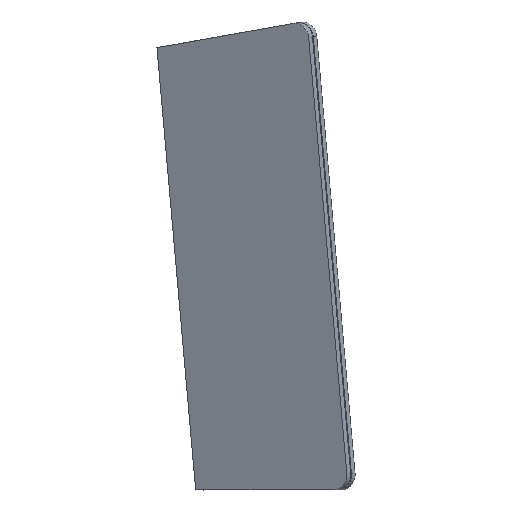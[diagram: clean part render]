
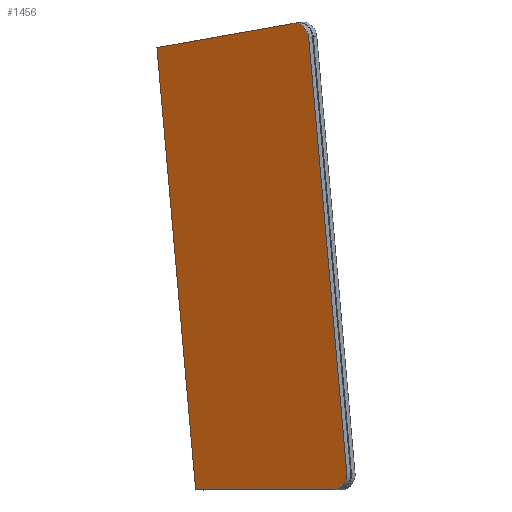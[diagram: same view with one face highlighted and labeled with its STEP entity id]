
A CAD part, top view. The second image highlights one B-rep face of the part: STEP entity #1456.
In plain terms, the highlighted planar face has unit normal (-0.466, -0.041, 0.884).
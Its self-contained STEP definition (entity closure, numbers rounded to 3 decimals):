
#980 = PLANE('',#981);
#981 = AXIS2_PLACEMENT_3D('',#982,#983,#984);
#982 = CARTESIAN_POINT('',(4.393,-24.911,0.));
#983 = DIRECTION('',(0.174,-0.985,0.));
#984 = DIRECTION('',(0.,0.,-1.));
#1009 = CYLINDRICAL_SURFACE('',#1010,34.705);
#1010 = AXIS2_PLACEMENT_3D('',#1011,#1012,#1013);
#1011 = CARTESIAN_POINT('',(6684.962,1117.814,
    -5571.14));
#1012 = DIRECTION('',(-0.462,-0.082,0.883
    ));
#1013 = DIRECTION('',(0.88,0.077,0.468)
  );
#1043 = PLANE('',#1044);
#1044 = AXIS2_PLACEMENT_3D('',#1045,#1046,#1047);
#1045 = CARTESIAN_POINT('',(2991.351,261.709,
    1590.531));
#1046 = DIRECTION('',(0.88,0.077,0.468)
  );
#1047 = DIRECTION('',(0.469,0.,-0.883
    ));
#1072 = CYLINDRICAL_SURFACE('',#1073,34.705);
#1073 = AXIS2_PLACEMENT_3D('',#1074,#1075,#1076);
#1074 = CARTESIAN_POINT('',(5857.91,50.,-3839.984)
  );
#1075 = DIRECTION('',(0.469,0.,-0.883));
#1076 = DIRECTION('',(0.,-1.,0.));
#1106 = PLANE('',#1107);
#1107 = AXIS2_PLACEMENT_3D('',#1108,#1109,#1110);
#1108 = CARTESIAN_POINT('',(0.,15.295,0.));
#1109 = DIRECTION('',(0.,1.,0.));
#1110 = DIRECTION('',(0.,0.,1.));
#1132 = PLANE('',#1133);
#1133 = AXIS2_PLACEMENT_3D('',#1134,#1135,#1136);
#1134 = CARTESIAN_POINT('',(-646.498,-51.523,
    7653.433));
#1135 = DIRECTION('',(0.88,0.077,0.468)
  );
#1136 = DIRECTION('',(0.469,0.,-0.883
    ));
#1149 = VERTEX_POINT('',#1150);
#1150 = CARTESIAN_POINT('',(6206.182,1068.632,
    -4668.305));
#1171 = EDGE_CURVE('',#1172,#1149,#1174,.T.);
#1172 = VERTEX_POINT('',#1173);
#1173 = CARTESIAN_POINT('',(5899.268,1014.514,
    -4832.754));
#1174 = SURFACE_CURVE('',#1175,(#1179,#1186),.PCURVE_S1.);
#1175 = LINE('',#1176,#1177);
#1176 = CARTESIAN_POINT('',(4727.906,807.972,
    -5460.382));
#1177 = VECTOR('',#1178,1.);
#1178 = DIRECTION('',(0.871,0.154,0.467));
#1179 = PCURVE('',#980,#1180);
#1180 = DEFINITIONAL_REPRESENTATION('',(#1181),#1185);
#1181 = LINE('',#1182,#1183);
#1182 = CARTESIAN_POINT('',(5460.382,4796.382));
#1183 = VECTOR('',#1184,1.);
#1184 = DIRECTION('',(-0.467,0.884));
#1185 = ( GEOMETRIC_REPRESENTATION_CONTEXT(2) 
PARAMETRIC_REPRESENTATION_CONTEXT() REPRESENTATION_CONTEXT('2D SPACE',''
  ) );
#1186 = PCURVE('',#1187,#1192);
#1187 = PLANE('',#1188);
#1188 = AXIS2_PLACEMENT_3D('',#1189,#1190,#1191);
#1189 = CARTESIAN_POINT('',(6285.164,544.842,
    -4650.81));
#1190 = DIRECTION('',(0.466,0.041,-0.884));
#1191 = DIRECTION('',(-0.884,0.,-0.467
    ));
#1192 = DEFINITIONAL_REPRESENTATION('',(#1193),#1197);
#1193 = LINE('',#1194,#1195);
#1194 = CARTESIAN_POINT('',(1755.091,263.349));
#1195 = VECTOR('',#1196,1.);
#1196 = DIRECTION('',(-0.988,0.154));
#1197 = ( GEOMETRIC_REPRESENTATION_CONTEXT(2) 
PARAMETRIC_REPRESENTATION_CONTEXT() REPRESENTATION_CONTEXT('2D SPACE',''
  ) );
#1225 = EDGE_CURVE('',#1226,#1172,#1228,.T.);
#1226 = VERTEX_POINT('',#1227);
#1227 = CARTESIAN_POINT('',(5986.688,15.295,
    -4832.754));
#1228 = SURFACE_CURVE('',#1229,(#1233,#1240),.PCURVE_S1.);
#1229 = LINE('',#1230,#1231);
#1230 = CARTESIAN_POINT('',(5942.54,519.905,
    -4832.754));
#1231 = VECTOR('',#1232,1.);
#1232 = DIRECTION('',(-0.087,0.996,0.
    ));
#1233 = PCURVE('',#1132,#1234);
#1234 = DEFINITIONAL_REPRESENTATION('',(#1235),#1239);
#1235 = LINE('',#1236,#1237);
#1236 = CARTESIAN_POINT('',(14118.015,573.13));
#1237 = VECTOR('',#1238,1.);
#1238 = DIRECTION('',(-0.041,0.999));
#1239 = ( GEOMETRIC_REPRESENTATION_CONTEXT(2) 
PARAMETRIC_REPRESENTATION_CONTEXT() REPRESENTATION_CONTEXT('2D SPACE',''
  ) );
#1240 = PCURVE('',#1187,#1241);
#1241 = DEFINITIONAL_REPRESENTATION('',(#1242),#1246);
#1242 = LINE('',#1243,#1244);
#1243 = CARTESIAN_POINT('',(387.935,-24.958));
#1244 = VECTOR('',#1245,1.);
#1245 = DIRECTION('',(0.077,0.997));
#1246 = ( GEOMETRIC_REPRESENTATION_CONTEXT(2) 
PARAMETRIC_REPRESENTATION_CONTEXT() REPRESENTATION_CONTEXT('2D SPACE',''
  ) );
#1273 = EDGE_CURVE('',#1274,#1226,#1276,.T.);
#1274 = VERTEX_POINT('',#1275);
#1275 = CARTESIAN_POINT('',(6298.337,15.295,
    -4668.305));
#1276 = SURFACE_CURVE('',#1277,(#1281,#1288),.PCURVE_S1.);
#1277 = LINE('',#1278,#1279);
#1278 = CARTESIAN_POINT('',(4796.914,15.295,
    -5460.563));
#1279 = VECTOR('',#1280,1.);
#1280 = DIRECTION('',(-0.884,0.,-0.467));
#1281 = PCURVE('',#1106,#1282);
#1282 = DEFINITIONAL_REPRESENTATION('',(#1283),#1287);
#1283 = LINE('',#1284,#1285);
#1284 = CARTESIAN_POINT('',(-5460.563,4796.914));
#1285 = VECTOR('',#1286,1.);
#1286 = DIRECTION('',(-0.467,-0.884));
#1287 = ( GEOMETRIC_REPRESENTATION_CONTEXT(2) 
PARAMETRIC_REPRESENTATION_CONTEXT() REPRESENTATION_CONTEXT('2D SPACE',''
  ) );
#1288 = PCURVE('',#1187,#1289);
#1289 = DEFINITIONAL_REPRESENTATION('',(#1290),#1294);
#1290 = LINE('',#1291,#1292);
#1291 = CARTESIAN_POINT('',(1694.143,-529.988));
#1292 = VECTOR('',#1293,1.);
#1293 = DIRECTION('',(1.,0.));
#1294 = ( GEOMETRIC_REPRESENTATION_CONTEXT(2) 
PARAMETRIC_REPRESENTATION_CONTEXT() REPRESENTATION_CONTEXT('2D SPACE',''
  ) );
#1324 = VERTEX_POINT('',#1325);
#1325 = CARTESIAN_POINT('',(6328.223,52.673,
    -4650.81));
#1346 = EDGE_CURVE('',#1324,#1274,#1347,.T.);
#1347 = SURFACE_CURVE('',#1348,(#1353,#1366),.PCURVE_S1.);
#1348 = ELLIPSE('',#1349,34.734,34.705);
#1349 = AXIS2_PLACEMENT_3D('',#1350,#1351,#1352);
#1350 = CARTESIAN_POINT('',(6297.672,50.,-4667.054));
#1351 = DIRECTION('',(0.466,0.041,-0.884));
#1352 = DIRECTION('',(0.087,-0.996,
    0.));
#1353 = PCURVE('',#1072,#1354);
#1354 = DEFINITIONAL_REPRESENTATION('',(#1355),#1365);
#1355 = B_SPLINE_CURVE_WITH_KNOTS('',8,(#1356,#1357,#1358,#1359,#1360,
    #1361,#1362,#1363,#1364),.UNSPECIFIED.,.F.,.F.,(9,9),(4.712
    ,6.36),.PIECEWISE_BEZIER_KNOTS.);
#1356 = CARTESIAN_POINT('',(4.635,936.716));
#1357 = CARTESIAN_POINT('',(4.841,937.009));
#1358 = CARTESIAN_POINT('',(5.047,937.301));
#1359 = CARTESIAN_POINT('',(5.253,937.575));
#1360 = CARTESIAN_POINT('',(5.459,937.811));
#1361 = CARTESIAN_POINT('',(5.665,937.993));
#1362 = CARTESIAN_POINT('',(5.871,938.109));
#1363 = CARTESIAN_POINT('',(6.077,938.155));
#1364 = CARTESIAN_POINT('',(6.283,938.133));
#1365 = ( GEOMETRIC_REPRESENTATION_CONTEXT(2) 
PARAMETRIC_REPRESENTATION_CONTEXT() REPRESENTATION_CONTEXT('2D SPACE',''
  ) );
#1366 = PCURVE('',#1187,#1367);
#1367 = DEFINITIONAL_REPRESENTATION('',(#1368),#1372);
#1368 = ELLIPSE('',#1369,34.734,34.705);
#1369 = AXIS2_PLACEMENT_2D('',#1370,#1371);
#1370 = CARTESIAN_POINT('',(-3.481,-495.255));
#1371 = DIRECTION('',(-0.077,-0.997));
#1372 = ( GEOMETRIC_REPRESENTATION_CONTEXT(2) 
PARAMETRIC_REPRESENTATION_CONTEXT() REPRESENTATION_CONTEXT('2D SPACE',''
  ) );
#1379 = VERTEX_POINT('',#1380);
#1380 = CARTESIAN_POINT('',(6242.105,1037.012,
    -4650.81));
#1401 = EDGE_CURVE('',#1324,#1379,#1402,.T.);
#1402 = SURFACE_CURVE('',#1403,(#1407,#1414),.PCURVE_S1.);
#1403 = LINE('',#1404,#1405);
#1404 = CARTESIAN_POINT('',(6284.945,547.342,
    -4650.81));
#1405 = VECTOR('',#1406,1.);
#1406 = DIRECTION('',(-0.087,0.996,0.
    ));
#1407 = PCURVE('',#1043,#1408);
#1408 = DEFINITIONAL_REPRESENTATION('',(#1409),#1413);
#1409 = LINE('',#1410,#1411);
#1410 = CARTESIAN_POINT('',(7057.026,286.484));
#1411 = VECTOR('',#1412,1.);
#1412 = DIRECTION('',(-0.041,0.999));
#1413 = ( GEOMETRIC_REPRESENTATION_CONTEXT(2) 
PARAMETRIC_REPRESENTATION_CONTEXT() REPRESENTATION_CONTEXT('2D SPACE',''
  ) );
#1414 = PCURVE('',#1187,#1415);
#1415 = DEFINITIONAL_REPRESENTATION('',(#1416),#1420);
#1416 = LINE('',#1417,#1418);
#1417 = CARTESIAN_POINT('',(0.193,2.502));
#1418 = VECTOR('',#1419,1.);
#1419 = DIRECTION('',(0.077,0.997));
#1420 = ( GEOMETRIC_REPRESENTATION_CONTEXT(2) 
PARAMETRIC_REPRESENTATION_CONTEXT() REPRESENTATION_CONTEXT('2D SPACE',''
  ) );
#1428 = EDGE_CURVE('',#1149,#1379,#1429,.T.);
#1429 = SURFACE_CURVE('',#1430,(#1435,#1448),.PCURVE_S1.);
#1430 = ELLIPSE('',#1431,34.734,34.705);
#1431 = AXIS2_PLACEMENT_3D('',#1432,#1433,#1434);
#1432 = CARTESIAN_POINT('',(6211.553,1034.339,
    -4667.054));
#1433 = DIRECTION('',(0.466,0.041,-0.884));
#1434 = DIRECTION('',(0.087,-0.996,
    0.));
#1435 = PCURVE('',#1009,#1436);
#1436 = DEFINITIONAL_REPRESENTATION('',(#1437),#1447);
#1437 = B_SPLINE_CURVE_WITH_KNOTS('',8,(#1438,#1439,#1440,#1441,#1442,
    #1443,#1444,#1445,#1446),.UNSPECIFIED.,.F.,.F.,(9,9),(3.064
    ,4.712),.PIECEWISE_BEZIER_KNOTS.);
#1438 = CARTESIAN_POINT('',(1.648,1022.523));
#1439 = CARTESIAN_POINT('',(1.442,1022.501));
#1440 = CARTESIAN_POINT('',(1.236,1022.547));
#1441 = CARTESIAN_POINT('',(1.03,1022.663));
#1442 = CARTESIAN_POINT('',(0.824,1022.845));
#1443 = CARTESIAN_POINT('',(0.618,1023.081));
#1444 = CARTESIAN_POINT('',(0.412,1023.355));
#1445 = CARTESIAN_POINT('',(0.206,1023.647));
#1446 = CARTESIAN_POINT('',(0.,1023.94));
#1447 = ( GEOMETRIC_REPRESENTATION_CONTEXT(2) 
PARAMETRIC_REPRESENTATION_CONTEXT() REPRESENTATION_CONTEXT('2D SPACE',''
  ) );
#1448 = PCURVE('',#1187,#1449);
#1449 = DEFINITIONAL_REPRESENTATION('',(#1450),#1454);
#1450 = ELLIPSE('',#1451,34.734,34.705);
#1451 = AXIS2_PLACEMENT_2D('',#1452,#1453);
#1452 = CARTESIAN_POINT('',(72.684,489.904));
#1453 = DIRECTION('',(-0.077,-0.997));
#1454 = ( GEOMETRIC_REPRESENTATION_CONTEXT(2) 
PARAMETRIC_REPRESENTATION_CONTEXT() REPRESENTATION_CONTEXT('2D SPACE',''
  ) );
#1456 = ADVANCED_FACE('',(#1457),#1187,.F.);
#1457 = FACE_BOUND('',#1458,.F.);
#1458 = EDGE_LOOP('',(#1459,#1460,#1461,#1462,#1463,#1464));
#1459 = ORIENTED_EDGE('',*,*,#1225,.T.);
#1460 = ORIENTED_EDGE('',*,*,#1171,.T.);
#1461 = ORIENTED_EDGE('',*,*,#1428,.T.);
#1462 = ORIENTED_EDGE('',*,*,#1401,.F.);
#1463 = ORIENTED_EDGE('',*,*,#1346,.T.);
#1464 = ORIENTED_EDGE('',*,*,#1273,.T.);
